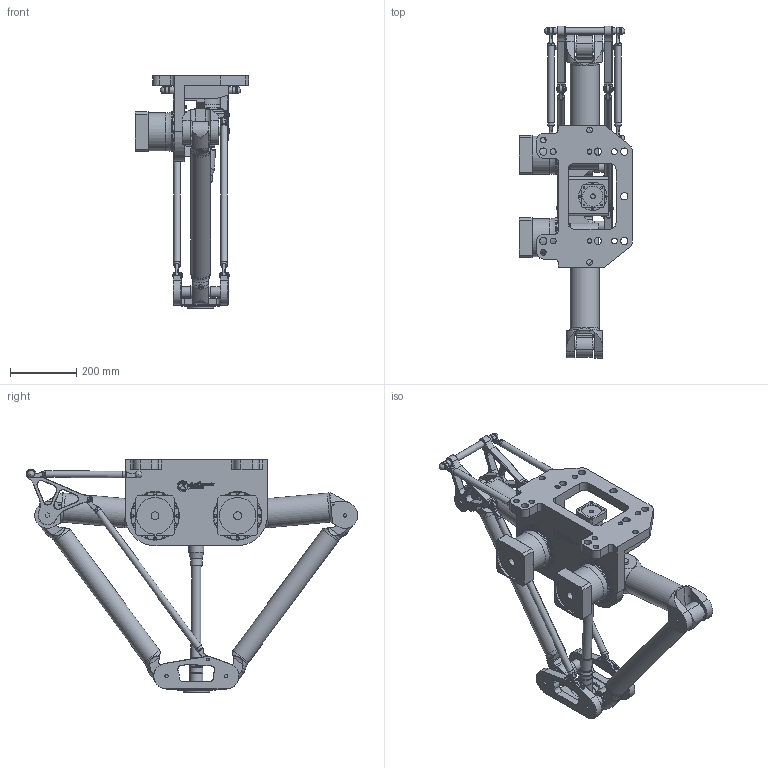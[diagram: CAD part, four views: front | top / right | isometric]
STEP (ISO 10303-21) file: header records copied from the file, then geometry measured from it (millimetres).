
FILE_DESCRIPTION(/* description */ (''),/* implementation_level */ '2;1');
FILE_NAME(/* name */ '3D-model_A_00905.stp',/* time_stamp */ '2022-03-04T16:01:53+01:00',/* author */ ('michael.schutter'),/* organization */ ('Majatronic'),/* preprocessor_version */ 'ST-DEVELOPER v16.5',/* originating_system */ 'Autodesk Inventor 2017',/* authorisation */ '');
FILE_SCHEMA (('AUTOMOTIVE_DESIGN { 1 0 10303 214 3 1 1 }'));
Length unit declared in the file: millimetre
Products named in the file (16): MT_BGR00021915MT_BGR; MT_BGR00021224MT_BGR; MT_WST00066933MT_WST; MT_WST00055121MT_WST; MT_WST00055534MT_WST; MT_WST00066935MT_WST; MT_WST00060919MT_WST; MT_WST00064916MT_WST; MT_WST00060924MT_WST; MT_WST00069214MT_WST; MT_WST00065727MT_WST; MT_WST00066934MT_WST; MT_WST00060920MT_WST; MT_WST00060926MT_WST; MT_WST00060925MT_WST; MT_WST00069215MT_WST
Assembly tree (19 placements, depth 3):
  MT_BGR00021915MT_BGR
    MT_BGR00021224MT_BGR
      MT_WST00066933MT_WST
      MT_WST00055121MT_WST  x2
      MT_WST00055534MT_WST
      MT_WST00066935MT_WST
    MT_WST00060924MT_WST  x2
    MT_WST00060919MT_WST
    MT_WST00064916MT_WST
    MT_WST00069214MT_WST
    MT_WST00065727MT_WST
    MT_WST00066934MT_WST
    MT_WST00060920MT_WST  x2
    MT_WST00060926MT_WST  x2
    MT_WST00060925MT_WST
    MT_WST00069215MT_WST
Bounding box: 342 x 1003.87 x 704 mm (x, y, z)
Volume: 20304241.6 mm3; surface area: 1893120.8 mm2
Topology: 19 solids, 20 shells, 2187 faces, 4999 edges, 3181 vertices
Faces by surface type: plane 1035, cylinder 720, cone 306, torus 88, bspline 30, sphere 8
Full cylindrical faces by diameter (mm): 4.134 x32, 4.35 x8, 4.917 x20, 5 x32, 6 x9, 8 x4, 8.2 x24, 8.5 x32, 10 x36, 10.106 x1, 12 x5, 13 x24, 14 x1, 15 x4, 17.294 x8, 18 x16, 19.8 x8, 20 x23, 22 x7, 24 x2, 25 x2, 28 x1, 32 x13, 33 x1, 35 x1, 40 x11, 45 x1, 46 x1, 59.8 x4, 60 x6
Entity records: 53630 total; most frequent: CARTESIAN_POINT 13203, DIRECTION 8550, ORIENTED_EDGE 7264, EDGE_CURVE 3631, AXIS2_PLACEMENT_3D 3279, VERTEX_POINT 2546, EDGE_LOOP 2499, LINE 1992
